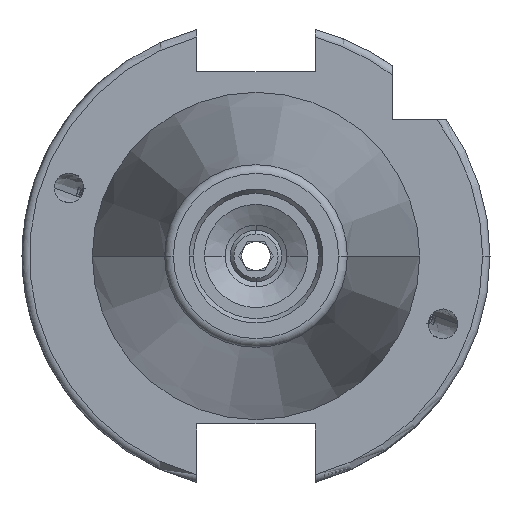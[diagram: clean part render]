
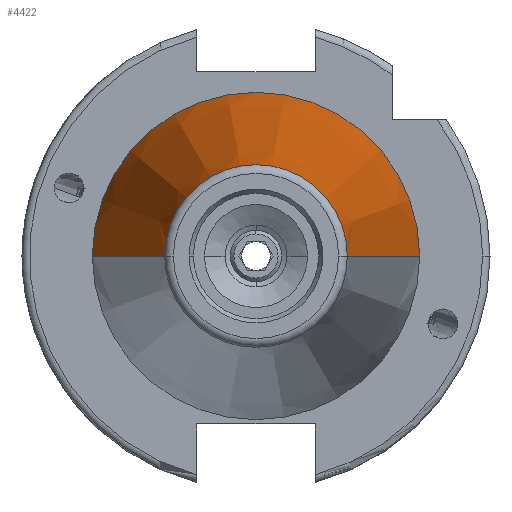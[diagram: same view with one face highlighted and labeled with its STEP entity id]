
A CAD part, left-side view. The second image highlights one B-rep face of the part: STEP entity #4422.
In plain terms, the highlighted conical face has half-angle 8.297 degrees and reference radius 22.225 mm.
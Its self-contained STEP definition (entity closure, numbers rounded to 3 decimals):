
#95 = EDGE_CURVE ( 'NONE', #3571, #2551, #503, .T. ) ;
#160 = AXIS2_PLACEMENT_3D ( 'NONE', #2070, #1584, #3982 ) ;
#503 = CIRCLE ( 'NONE', #6178, 12.4 ) ;
#592 = CIRCLE ( 'NONE', #4268, 22.225 ) ;
#684 = CARTESIAN_POINT ( 'NONE',  ( -67.373, -12.4, 0. ) ) ;
#1239 = CONICAL_SURFACE ( 'NONE', #160, 22.225, 0.145 ) ;
#1287 = VECTOR ( 'NONE', #3298, 1000. ) ;
#1288 = DIRECTION ( 'NONE',  ( -1., 0., 0. ) ) ;
#1584 = DIRECTION ( 'NONE',  ( 1., 0., 0. ) ) ;
#2070 = CARTESIAN_POINT ( 'NONE',  ( 0., 0., 0. ) ) ;
#2318 = CARTESIAN_POINT ( 'NONE',  ( 0., -22.225, 0. ) ) ;
#2514 = EDGE_CURVE ( 'NONE', #2551, #4464, #5855, .T. ) ;
#2551 = VERTEX_POINT ( 'NONE', #3784 ) ;
#2562 = LINE ( 'NONE', #2318, #1287 ) ;
#3255 = EDGE_CURVE ( 'NONE', #3571, #5350, #2562, .T. ) ;
#3298 = DIRECTION ( 'NONE',  ( 0.99, -0.144, 0. ) ) ;
#3340 = CARTESIAN_POINT ( 'NONE',  ( -67.373, 0., 0. ) ) ;
#3459 = DIRECTION ( 'NONE',  ( -1., 0., 0. ) ) ;
#3571 = VERTEX_POINT ( 'NONE', #684 ) ;
#3643 = CARTESIAN_POINT ( 'NONE',  ( 0., 22.225, 0. ) ) ;
#3667 = ORIENTED_EDGE ( 'NONE', *, *, #5868, .T. ) ;
#3734 = DIRECTION ( 'NONE',  ( 0., -1., 0. ) ) ;
#3784 = CARTESIAN_POINT ( 'NONE',  ( -67.373, 12.4, 0. ) ) ;
#3932 = FACE_OUTER_BOUND ( 'NONE', #6018, .T. ) ;
#3982 = DIRECTION ( 'NONE',  ( 0., 1., 0. ) ) ;
#4175 = CARTESIAN_POINT ( 'NONE',  ( 0., 0., 0. ) ) ;
#4268 = AXIS2_PLACEMENT_3D ( 'NONE', #4175, #1288, #4647 ) ;
#4422 = ADVANCED_FACE ( 'NONE', ( #3932 ), #1239, .T. ) ;
#4464 = VERTEX_POINT ( 'NONE', #3643 ) ;
#4647 = DIRECTION ( 'NONE',  ( 0., -1., 0. ) ) ;
#4783 = ORIENTED_EDGE ( 'NONE', *, *, #3255, .T. ) ;
#4929 = ORIENTED_EDGE ( 'NONE', *, *, #2514, .F. ) ;
#5254 = ORIENTED_EDGE ( 'NONE', *, *, #95, .F. ) ;
#5350 = VERTEX_POINT ( 'NONE', #5678 ) ;
#5678 = CARTESIAN_POINT ( 'NONE',  ( 0., -22.225, 0. ) ) ;
#5855 = LINE ( 'NONE', #6005, #6160 ) ;
#5868 = EDGE_CURVE ( 'NONE', #5350, #4464, #592, .T. ) ;
#6005 = CARTESIAN_POINT ( 'NONE',  ( 0., 22.225, 0. ) ) ;
#6018 = EDGE_LOOP ( 'NONE', ( #5254, #4783, #3667, #4929 ) ) ;
#6149 = DIRECTION ( 'NONE',  ( 0.99, 0.144, 0. ) ) ;
#6160 = VECTOR ( 'NONE', #6149, 1000. ) ;
#6178 = AXIS2_PLACEMENT_3D ( 'NONE', #3340, #3459, #3734 ) ;
